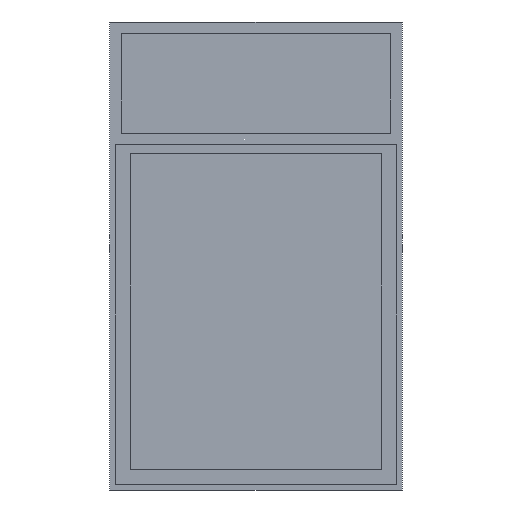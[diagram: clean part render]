
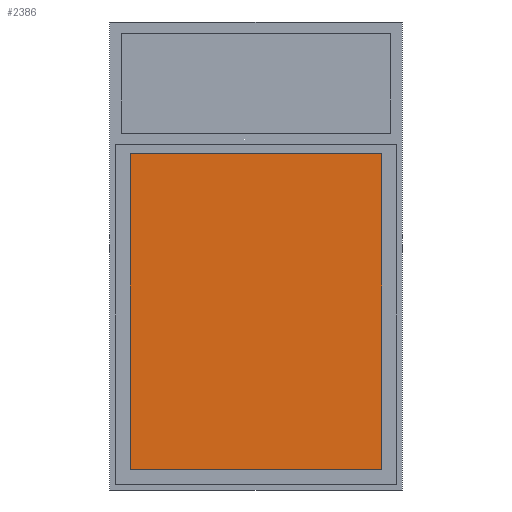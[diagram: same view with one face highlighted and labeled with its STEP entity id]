
A CAD part, front view. The second image highlights one B-rep face of the part: STEP entity #2386.
In plain terms, the highlighted planar face has unit normal (0, -1, 0).
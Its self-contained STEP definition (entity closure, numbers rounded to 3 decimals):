
#2077 = VERTEX_POINT('',#2078);
#2078 = CARTESIAN_POINT('',(70.,0.,1150.));
#2087 = PLANE('',#2088);
#2088 = AXIS2_PLACEMENT_3D('',#2089,#2090,#2091);
#2089 = CARTESIAN_POINT('',(70.,0.,1150.));
#2090 = DIRECTION('',(0.,0.,-1.));
#2091 = DIRECTION('',(1.,0.,0.));
#2099 = PLANE('',#2100);
#2100 = AXIS2_PLACEMENT_3D('',#2101,#2102,#2103);
#2101 = CARTESIAN_POINT('',(70.,0.,70.));
#2102 = DIRECTION('',(1.,0.,0.));
#2103 = DIRECTION('',(0.,0.,1.));
#2140 = VERTEX_POINT('',#2141);
#2141 = CARTESIAN_POINT('',(930.,0.,1150.));
#2155 = PLANE('',#2156);
#2156 = AXIS2_PLACEMENT_3D('',#2157,#2158,#2159);
#2157 = CARTESIAN_POINT('',(930.,0.,1150.));
#2158 = DIRECTION('',(-1.,0.,0.));
#2159 = DIRECTION('',(0.,0.,-1.));
#2167 = EDGE_CURVE('',#2077,#2140,#2168,.T.);
#2168 = SURFACE_CURVE('',#2169,(#2173,#2180),.PCURVE_S1.);
#2169 = LINE('',#2170,#2171);
#2170 = CARTESIAN_POINT('',(70.,0.,1150.));
#2171 = VECTOR('',#2172,1.);
#2172 = DIRECTION('',(1.,0.,0.));
#2173 = PCURVE('',#2087,#2174);
#2174 = DEFINITIONAL_REPRESENTATION('',(#2175),#2179);
#2175 = LINE('',#2176,#2177);
#2176 = CARTESIAN_POINT('',(0.,0.));
#2177 = VECTOR('',#2178,1.);
#2178 = DIRECTION('',(1.,0.));
#2179 = ( GEOMETRIC_REPRESENTATION_CONTEXT(2) 
PARAMETRIC_REPRESENTATION_CONTEXT() REPRESENTATION_CONTEXT('2D SPACE',''
  ) );
#2180 = PCURVE('',#2181,#2186);
#2181 = PLANE('',#2182);
#2182 = AXIS2_PLACEMENT_3D('',#2183,#2184,#2185);
#2183 = CARTESIAN_POINT('',(70.,0.,1150.));
#2184 = DIRECTION('',(0.,-1.,0.));
#2185 = DIRECTION('',(0.,0.,-1.));
#2186 = DEFINITIONAL_REPRESENTATION('',(#2187),#2191);
#2187 = LINE('',#2188,#2189);
#2188 = CARTESIAN_POINT('',(0.,0.));
#2189 = VECTOR('',#2190,1.);
#2190 = DIRECTION('',(0.,1.));
#2191 = ( GEOMETRIC_REPRESENTATION_CONTEXT(2) 
PARAMETRIC_REPRESENTATION_CONTEXT() REPRESENTATION_CONTEXT('2D SPACE',''
  ) );
#2221 = VERTEX_POINT('',#2222);
#2222 = CARTESIAN_POINT('',(930.,0.,70.));
#2236 = PLANE('',#2237);
#2237 = AXIS2_PLACEMENT_3D('',#2238,#2239,#2240);
#2238 = CARTESIAN_POINT('',(930.,0.,70.));
#2239 = DIRECTION('',(0.,0.,1.));
#2240 = DIRECTION('',(-1.,0.,0.));
#2248 = EDGE_CURVE('',#2140,#2221,#2249,.T.);
#2249 = SURFACE_CURVE('',#2250,(#2254,#2261),.PCURVE_S1.);
#2250 = LINE('',#2251,#2252);
#2251 = CARTESIAN_POINT('',(930.,0.,1150.));
#2252 = VECTOR('',#2253,1.);
#2253 = DIRECTION('',(0.,0.,-1.));
#2254 = PCURVE('',#2155,#2255);
#2255 = DEFINITIONAL_REPRESENTATION('',(#2256),#2260);
#2256 = LINE('',#2257,#2258);
#2257 = CARTESIAN_POINT('',(0.,0.));
#2258 = VECTOR('',#2259,1.);
#2259 = DIRECTION('',(1.,0.));
#2260 = ( GEOMETRIC_REPRESENTATION_CONTEXT(2) 
PARAMETRIC_REPRESENTATION_CONTEXT() REPRESENTATION_CONTEXT('2D SPACE',''
  ) );
#2261 = PCURVE('',#2181,#2262);
#2262 = DEFINITIONAL_REPRESENTATION('',(#2263),#2267);
#2263 = LINE('',#2264,#2265);
#2264 = CARTESIAN_POINT('',(0.,860.));
#2265 = VECTOR('',#2266,1.);
#2266 = DIRECTION('',(1.,0.));
#2267 = ( GEOMETRIC_REPRESENTATION_CONTEXT(2) 
PARAMETRIC_REPRESENTATION_CONTEXT() REPRESENTATION_CONTEXT('2D SPACE',''
  ) );
#2297 = VERTEX_POINT('',#2298);
#2298 = CARTESIAN_POINT('',(70.,0.,70.));
#2319 = EDGE_CURVE('',#2221,#2297,#2320,.T.);
#2320 = SURFACE_CURVE('',#2321,(#2325,#2332),.PCURVE_S1.);
#2321 = LINE('',#2322,#2323);
#2322 = CARTESIAN_POINT('',(930.,0.,70.));
#2323 = VECTOR('',#2324,1.);
#2324 = DIRECTION('',(-1.,0.,0.));
#2325 = PCURVE('',#2236,#2326);
#2326 = DEFINITIONAL_REPRESENTATION('',(#2327),#2331);
#2327 = LINE('',#2328,#2329);
#2328 = CARTESIAN_POINT('',(0.,0.));
#2329 = VECTOR('',#2330,1.);
#2330 = DIRECTION('',(1.,0.));
#2331 = ( GEOMETRIC_REPRESENTATION_CONTEXT(2) 
PARAMETRIC_REPRESENTATION_CONTEXT() REPRESENTATION_CONTEXT('2D SPACE',''
  ) );
#2332 = PCURVE('',#2181,#2333);
#2333 = DEFINITIONAL_REPRESENTATION('',(#2334),#2338);
#2334 = LINE('',#2335,#2336);
#2335 = CARTESIAN_POINT('',(1080.,860.));
#2336 = VECTOR('',#2337,1.);
#2337 = DIRECTION('',(0.,-1.));
#2338 = ( GEOMETRIC_REPRESENTATION_CONTEXT(2) 
PARAMETRIC_REPRESENTATION_CONTEXT() REPRESENTATION_CONTEXT('2D SPACE',''
  ) );
#2366 = EDGE_CURVE('',#2297,#2077,#2367,.T.);
#2367 = SURFACE_CURVE('',#2368,(#2372,#2379),.PCURVE_S1.);
#2368 = LINE('',#2369,#2370);
#2369 = CARTESIAN_POINT('',(70.,0.,70.));
#2370 = VECTOR('',#2371,1.);
#2371 = DIRECTION('',(0.,0.,1.));
#2372 = PCURVE('',#2099,#2373);
#2373 = DEFINITIONAL_REPRESENTATION('',(#2374),#2378);
#2374 = LINE('',#2375,#2376);
#2375 = CARTESIAN_POINT('',(0.,0.));
#2376 = VECTOR('',#2377,1.);
#2377 = DIRECTION('',(1.,0.));
#2378 = ( GEOMETRIC_REPRESENTATION_CONTEXT(2) 
PARAMETRIC_REPRESENTATION_CONTEXT() REPRESENTATION_CONTEXT('2D SPACE',''
  ) );
#2379 = PCURVE('',#2181,#2380);
#2380 = DEFINITIONAL_REPRESENTATION('',(#2381),#2385);
#2381 = LINE('',#2382,#2383);
#2382 = CARTESIAN_POINT('',(1080.,0.));
#2383 = VECTOR('',#2384,1.);
#2384 = DIRECTION('',(-1.,0.));
#2385 = ( GEOMETRIC_REPRESENTATION_CONTEXT(2) 
PARAMETRIC_REPRESENTATION_CONTEXT() REPRESENTATION_CONTEXT('2D SPACE',''
  ) );
#2386 = ADVANCED_FACE('',(#2387),#2181,.T.);
#2387 = FACE_BOUND('',#2388,.F.);
#2388 = EDGE_LOOP('',(#2389,#2390,#2391,#2392));
#2389 = ORIENTED_EDGE('',*,*,#2167,.T.);
#2390 = ORIENTED_EDGE('',*,*,#2248,.T.);
#2391 = ORIENTED_EDGE('',*,*,#2319,.T.);
#2392 = ORIENTED_EDGE('',*,*,#2366,.T.);
